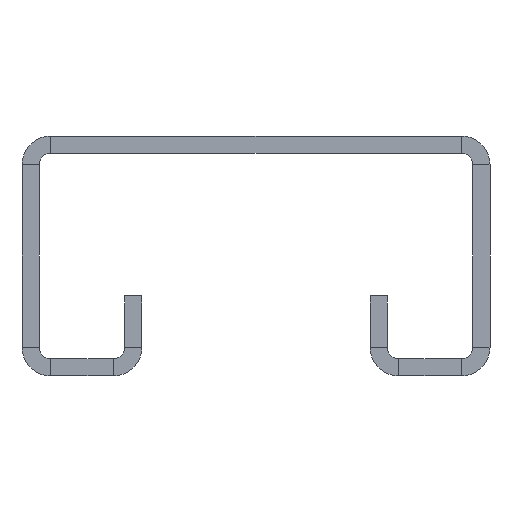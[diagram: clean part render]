
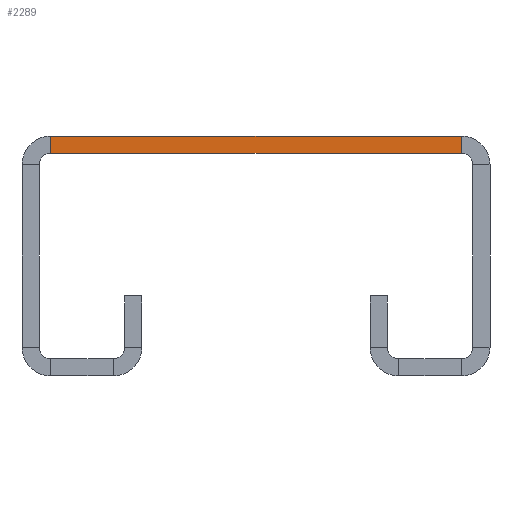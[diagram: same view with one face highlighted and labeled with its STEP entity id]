
A CAD part, front view. The second image highlights one B-rep face of the part: STEP entity #2289.
In plain terms, the highlighted planar face has unit normal (0, -1, 0).
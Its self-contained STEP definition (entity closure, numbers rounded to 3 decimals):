
#505=DIRECTION('',(0.,0.,-1.));
#506=VECTOR('',#505,1.5);
#507=CARTESIAN_POINT('',(18.,-450.,10.5));
#508=LINE('',#507,#506);
#509=DIRECTION('',(1.,0.,0.));
#510=VECTOR('',#509,36.);
#511=CARTESIAN_POINT('',(-18.,-450.,9.));
#512=LINE('',#511,#510);
#513=DIRECTION('',(1.,0.,0.));
#514=VECTOR('',#513,36.);
#515=CARTESIAN_POINT('',(-18.,-450.,10.5));
#516=LINE('',#515,#514);
#909=DIRECTION('',(0.,0.,-1.));
#910=VECTOR('',#909,1.5);
#911=CARTESIAN_POINT('',(-18.,-450.,10.5));
#912=LINE('',#911,#910);
#1426=CARTESIAN_POINT('',(18.,-450.,10.5));
#1428=VERTEX_POINT('',#1426);
#1438=CARTESIAN_POINT('',(-18.,-450.,10.5));
#1440=VERTEX_POINT('',#1438);
#1474=CARTESIAN_POINT('',(18.,-450.,9.));
#1476=VERTEX_POINT('',#1474);
#1486=CARTESIAN_POINT('',(-18.,-450.,9.));
#1488=VERTEX_POINT('',#1486);
#2275=CARTESIAN_POINT('',(0.,-450.,9.75));
#2276=DIRECTION('',(0.,-1.,0.));
#2277=DIRECTION('',(1.,0.,0.));
#2278=AXIS2_PLACEMENT_3D('',#2275,#2276,#2277);
#2279=PLANE('',#2278);
#2281=ORIENTED_EDGE('',*,*,#2280,.T.);
#2283=ORIENTED_EDGE('',*,*,#2282,.F.);
#2285=ORIENTED_EDGE('',*,*,#2284,.F.);
#2286=ORIENTED_EDGE('',*,*,#2086,.T.);
#2287=EDGE_LOOP('',(#2281,#2283,#2285,#2286));
#2288=FACE_OUTER_BOUND('',#2287,.F.);
#2289=ADVANCED_FACE('',(#2288),#2279,.T.);
#2086=EDGE_CURVE('',#1440,#1428,#516,.T.);
#2280=EDGE_CURVE('',#1428,#1476,#508,.T.);
#2282=EDGE_CURVE('',#1488,#1476,#512,.T.);
#2284=EDGE_CURVE('',#1440,#1488,#912,.T.);
